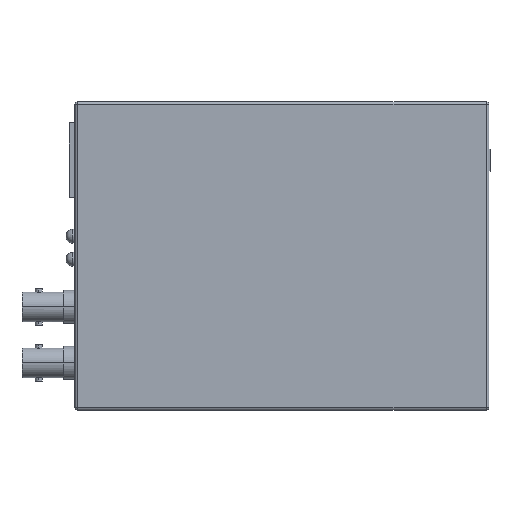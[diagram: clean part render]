
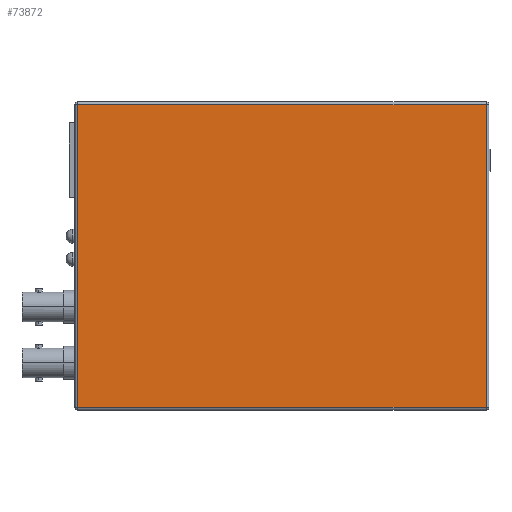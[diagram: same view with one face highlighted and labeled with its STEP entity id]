
A CAD part, front view. The second image highlights one B-rep face of the part: STEP entity #73872.
In plain terms, the highlighted planar face has unit normal (0, -1, 0).
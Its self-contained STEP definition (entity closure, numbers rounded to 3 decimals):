
#343 = CARTESIAN_POINT ( 'NONE',  ( -46.365, -13., -34.365 ) ) ;
#3551 = CARTESIAN_POINT ( 'NONE',  ( -46.365, -13., 34.365 ) ) ;
#3920 = EDGE_CURVE ( 'NONE', #38115, #25177, #49872, .T. ) ;
#4798 = ORIENTED_EDGE ( 'NONE', *, *, #47000, .T. ) ;
#5451 = EDGE_CURVE ( 'NONE', #25177, #5580, #46898, .T. ) ;
#5580 = VERTEX_POINT ( 'NONE', #343 ) ;
#11867 = AXIS2_PLACEMENT_3D ( 'NONE', #49860, #14864, #82743 ) ;
#14864 = DIRECTION ( 'NONE',  ( 0., -1., 0. ) ) ;
#15751 = VECTOR ( 'NONE', #74136, 1000. ) ;
#18553 = CARTESIAN_POINT ( 'NONE',  ( -46.365, -13., -35. ) ) ;
#21024 = DIRECTION ( 'NONE',  ( 1., 0., 0. ) ) ;
#23674 = ORIENTED_EDGE ( 'NONE', *, *, #5451, .T. ) ;
#25177 = VERTEX_POINT ( 'NONE', #3551 ) ;
#28298 = ORIENTED_EDGE ( 'NONE', *, *, #3920, .T. ) ;
#29899 = FACE_OUTER_BOUND ( 'NONE', #61609, .T. ) ;
#32839 = LINE ( 'NONE', #86997, #15751 ) ;
#38115 = VERTEX_POINT ( 'NONE', #48610 ) ;
#40965 = CARTESIAN_POINT ( 'NONE',  ( 47., -13., -34.365 ) ) ;
#43218 = CARTESIAN_POINT ( 'NONE',  ( -47., -13., 34.365 ) ) ;
#46898 = LINE ( 'NONE', #18553, #67207 ) ;
#47000 = EDGE_CURVE ( 'NONE', #5580, #67072, #75606, .T. ) ;
#47984 = EDGE_CURVE ( 'NONE', #67072, #38115, #32839, .T. ) ;
#48610 = CARTESIAN_POINT ( 'NONE',  ( 46.365, -13., 34.365 ) ) ;
#49860 = CARTESIAN_POINT ( 'NONE',  ( 0., -13., 0. ) ) ;
#49872 = LINE ( 'NONE', #43218, #78865 ) ;
#56996 = DIRECTION ( 'NONE',  ( -1., 0., 0. ) ) ;
#59626 = VECTOR ( 'NONE', #21024, 1000. ) ;
#61609 = EDGE_LOOP ( 'NONE', ( #23674, #4798, #82225, #28298 ) ) ;
#67072 = VERTEX_POINT ( 'NONE', #69975 ) ;
#67207 = VECTOR ( 'NONE', #74014, 1000. ) ;
#69859 = PLANE ( 'NONE',  #11867 ) ;
#69975 = CARTESIAN_POINT ( 'NONE',  ( 46.365, -13., -34.365 ) ) ;
#73872 = ADVANCED_FACE ( 'NONE', ( #29899 ), #69859, .T. ) ;
#74014 = DIRECTION ( 'NONE',  ( 0., 0., -1. ) ) ;
#74136 = DIRECTION ( 'NONE',  ( 0., 0., 1. ) ) ;
#75606 = LINE ( 'NONE', #40965, #59626 ) ;
#78865 = VECTOR ( 'NONE', #56996, 1000. ) ;
#82225 = ORIENTED_EDGE ( 'NONE', *, *, #47984, .T. ) ;
#82743 = DIRECTION ( 'NONE',  ( 0., 0., -1. ) ) ;
#86997 = CARTESIAN_POINT ( 'NONE',  ( 46.365, -13., 35. ) ) ;
